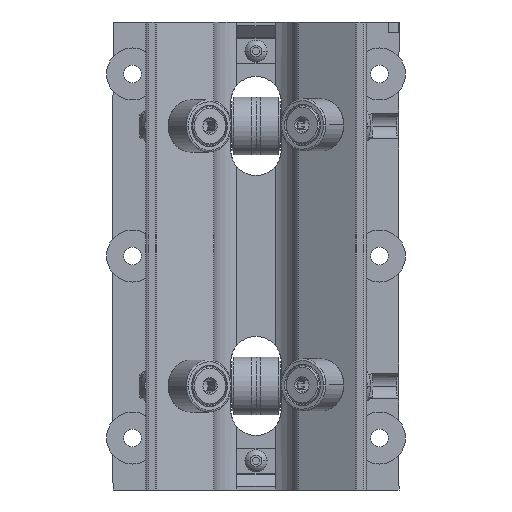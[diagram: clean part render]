
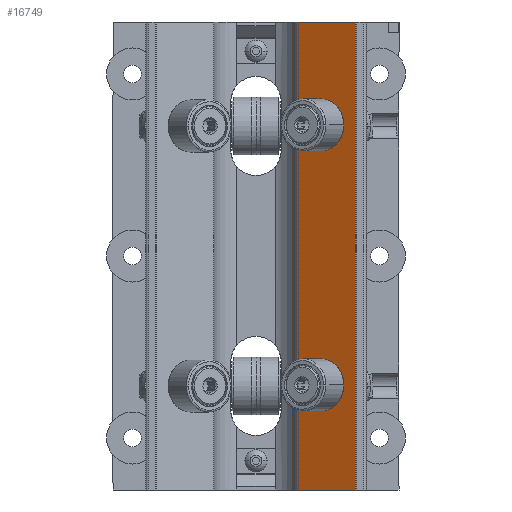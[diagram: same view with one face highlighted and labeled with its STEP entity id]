
A CAD part, front view. The second image highlights one B-rep face of the part: STEP entity #16749.
In plain terms, the highlighted planar face has unit normal (-0.5, -0.866, 0).
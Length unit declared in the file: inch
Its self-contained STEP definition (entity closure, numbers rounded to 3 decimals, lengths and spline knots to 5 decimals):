
#331 = EDGE_LOOP ( 'NONE', ( #17961, #17098, #1742, #34395 ) ) ;
#726 = CARTESIAN_POINT ( 'NONE',  ( 0.95385, -0.29898, -2.25 ) ) ;
#807 = VERTEX_POINT ( 'NONE', #12543 ) ;
#1072 = DIRECTION ( 'NONE',  ( 0.866, -0.5, 0. ) ) ;
#1174 = EDGE_LOOP ( 'NONE', ( #8407, #21183 ) ) ;
#1259 = CARTESIAN_POINT ( 'NONE',  ( 0.95385, -0.29898, -2.25 ) ) ;
#1742 = ORIENTED_EDGE ( 'NONE', *, *, #33564, .T. ) ;
#2138 = PLANE ( 'NONE',  #5696 ) ;
#2383 = VERTEX_POINT ( 'NONE', #18188 ) ;
#2501 = DIRECTION ( 'NONE',  ( 0.5, 0.866, 0. ) ) ;
#2912 = CARTESIAN_POINT ( 'NONE',  ( 0.65027, -0.12371, -1.25 ) ) ;
#3086 = DIRECTION ( 'NONE',  ( 0.866, -0.5, 0. ) ) ;
#3114 = EDGE_CURVE ( 'NONE', #807, #31200, #21220, .T. ) ;
#3955 = CIRCLE ( 'NONE', #8610, 0.12625 ) ;
#4393 = CARTESIAN_POINT ( 'NONE',  ( 0.40562, 0.01754, -2.25 ) ) ;
#4589 = EDGE_CURVE ( 'NONE', #8136, #27499, #12602, .T. ) ;
#4897 = FACE_OUTER_BOUND ( 'NONE', #331, .T. ) ;
#5617 = CARTESIAN_POINT ( 'NONE',  ( 0.95385, -0.29898, -2.25 ) ) ;
#5696 = AXIS2_PLACEMENT_3D ( 'NONE', #5617, #25641, #22336 ) ;
#7146 = DIRECTION ( 'NONE',  ( 0., 0., 1. ) ) ;
#7312 = VERTEX_POINT ( 'NONE', #28914 ) ;
#7824 = FACE_BOUND ( 'NONE', #1174, .T. ) ;
#7967 = CARTESIAN_POINT ( 'NONE',  ( 0.7596, -0.18683, -1.25 ) ) ;
#8136 = VERTEX_POINT ( 'NONE', #28870 ) ;
#8407 = ORIENTED_EDGE ( 'NONE', *, *, #3114, .T. ) ;
#8610 = AXIS2_PLACEMENT_3D ( 'NONE', #2912, #16460, #19608 ) ;
#9810 = LINE ( 'NONE', #29517, #31404 ) ;
#10011 = VERTEX_POINT ( 'NONE', #726 ) ;
#10167 = DIRECTION ( 'NONE',  ( 0.866, -0.5, 0. ) ) ;
#11059 = DIRECTION ( 'NONE',  ( 0.866, -0.5, 0. ) ) ;
#11765 = AXIS2_PLACEMENT_3D ( 'NONE', #16989, #28226, #3086 ) ;
#12215 = LINE ( 'NONE', #26236, #15925 ) ;
#12543 = CARTESIAN_POINT ( 'NONE',  ( 0.7596, -0.18683, 1.25 ) ) ;
#12602 = LINE ( 'NONE', #4393, #33603 ) ;
#13645 = DIRECTION ( 'NONE',  ( 0.866, -0.5, 0. ) ) ;
#14325 = ORIENTED_EDGE ( 'NONE', *, *, #30164, .T. ) ;
#15925 = VECTOR ( 'NONE', #1072, 39.37008 ) ;
#16001 = EDGE_CURVE ( 'NONE', #7312, #20656, #21438, .T. ) ;
#16460 = DIRECTION ( 'NONE',  ( 0.5, 0.866, 0. ) ) ;
#16749 = ADVANCED_FACE ( 'NONE', ( #30076, #7824, #4897 ), #2138, .T. ) ;
#16989 = CARTESIAN_POINT ( 'NONE',  ( 0.65027, -0.12371, 1.25 ) ) ;
#17032 = CARTESIAN_POINT ( 'NONE',  ( 0.40562, 0.01754, 2.25 ) ) ;
#17098 = ORIENTED_EDGE ( 'NONE', *, *, #4589, .F. ) ;
#17961 = ORIENTED_EDGE ( 'NONE', *, *, #23806, .F. ) ;
#18188 = CARTESIAN_POINT ( 'NONE',  ( 0.95385, -0.29898, 2.25 ) ) ;
#19608 = DIRECTION ( 'NONE',  ( 0.866, -0.5, 0. ) ) ;
#20248 = AXIS2_PLACEMENT_3D ( 'NONE', #30957, #2501, #13645 ) ;
#20656 = VERTEX_POINT ( 'NONE', #7967 ) ;
#21183 = ORIENTED_EDGE ( 'NONE', *, *, #23927, .T. ) ;
#21220 = CIRCLE ( 'NONE', #11765, 0.12625 ) ;
#21438 = CIRCLE ( 'NONE', #26710, 0.12625 ) ;
#22336 = DIRECTION ( 'NONE',  ( 0.866, -0.5, 0. ) ) ;
#22866 = DIRECTION ( 'NONE',  ( 0.5, 0.866, 0. ) ) ;
#23806 = EDGE_CURVE ( 'NONE', #27499, #2383, #9810, .T. ) ;
#23927 = EDGE_CURVE ( 'NONE', #31200, #807, #25520, .T. ) ;
#25466 = CARTESIAN_POINT ( 'NONE',  ( 0.54093, -0.06058, 1.25 ) ) ;
#25520 = CIRCLE ( 'NONE', #20248, 0.12625 ) ;
#25641 = DIRECTION ( 'NONE',  ( -0.5, -0.866, 0. ) ) ;
#26236 = CARTESIAN_POINT ( 'NONE',  ( 0.95385, -0.29898, -2.25 ) ) ;
#26710 = AXIS2_PLACEMENT_3D ( 'NONE', #33374, #22866, #11059 ) ;
#27130 = DIRECTION ( 'NONE',  ( 0., 0., 1. ) ) ;
#27499 = VERTEX_POINT ( 'NONE', #17032 ) ;
#28226 = DIRECTION ( 'NONE',  ( 0.5, 0.866, 0. ) ) ;
#28870 = CARTESIAN_POINT ( 'NONE',  ( 0.40562, 0.01754, -2.25 ) ) ;
#28914 = CARTESIAN_POINT ( 'NONE',  ( 0.54093, -0.06058, -1.25 ) ) ;
#29517 = CARTESIAN_POINT ( 'NONE',  ( 0.95385, -0.29898, 2.25 ) ) ;
#30076 = FACE_BOUND ( 'NONE', #35899, .T. ) ;
#30164 = EDGE_CURVE ( 'NONE', #20656, #7312, #3955, .T. ) ;
#30957 = CARTESIAN_POINT ( 'NONE',  ( 0.65027, -0.12371, 1.25 ) ) ;
#31200 = VERTEX_POINT ( 'NONE', #25466 ) ;
#31404 = VECTOR ( 'NONE', #10167, 39.37008 ) ;
#32705 = EDGE_CURVE ( 'NONE', #10011, #2383, #35070, .T. ) ;
#33374 = CARTESIAN_POINT ( 'NONE',  ( 0.65027, -0.12371, -1.25 ) ) ;
#33564 = EDGE_CURVE ( 'NONE', #8136, #10011, #12215, .T. ) ;
#33603 = VECTOR ( 'NONE', #7146, 39.37008 ) ;
#34395 = ORIENTED_EDGE ( 'NONE', *, *, #32705, .T. ) ;
#35070 = LINE ( 'NONE', #1259, #35300 ) ;
#35300 = VECTOR ( 'NONE', #27130, 39.37008 ) ;
#35845 = ORIENTED_EDGE ( 'NONE', *, *, #16001, .T. ) ;
#35899 = EDGE_LOOP ( 'NONE', ( #14325, #35845 ) ) ;
